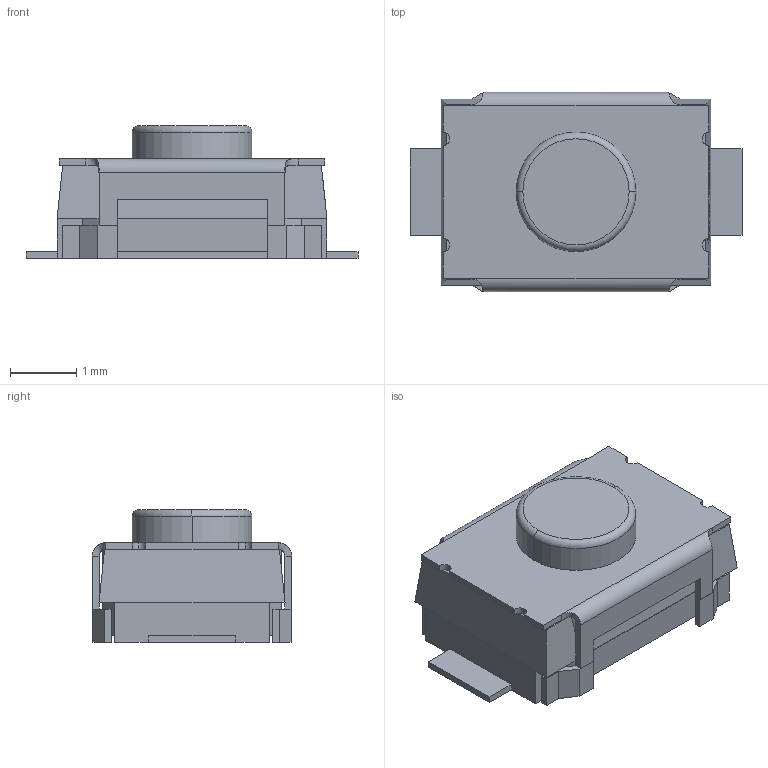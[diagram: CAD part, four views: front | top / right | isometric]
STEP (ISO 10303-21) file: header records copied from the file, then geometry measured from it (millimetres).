
FILE_DESCRIPTION (( 'STEP AP214' ), '1' );
FILE_NAME ('SW-SMD_L4.0-W3.0-H2-LS5.0.step', '2022-07-26T08:00:36', ( '' ), ( '' ), 'SwSTEP 2.0', 'SolidWorks 2021', '' );
FILE_SCHEMA (( 'AUTOMOTIVE_DESIGN' ));
Length unit declared in the file: millimetre
Products named in the file (1): SW-SMD_L4.0-W3.0-H2-LS5.0
Bounding box: 5 x 3 x 2 mm (x, y, z)
Volume: 17.9 mm3; surface area: 60.6 mm2
Topology: 1 solids, 1 shells, 377 faces, 1039 edges, 676 vertices
Faces by surface type: plane 261, bspline 102, cylinder 12, torus 2
Entity records: 16705 total; most frequent: CARTESIAN_POINT 3650, ORIENTED_EDGE 2078, DIRECTION 1399, EDGE_CURVE 1039, VECTOR 791, LINE 791, VERTEX_POINT 676, EDGE_LOOP 397
